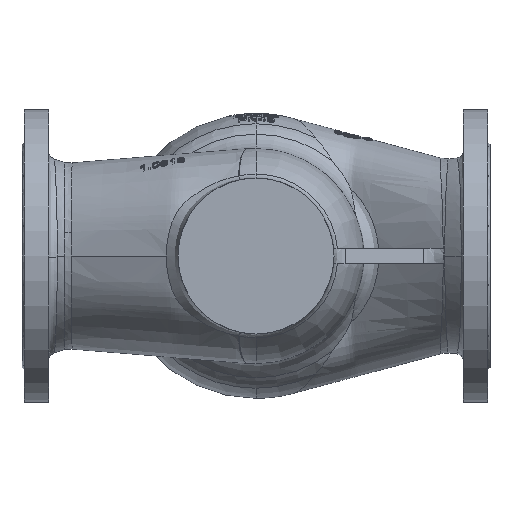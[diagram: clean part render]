
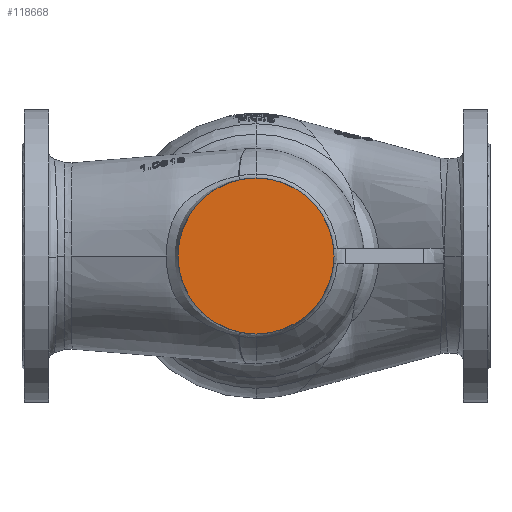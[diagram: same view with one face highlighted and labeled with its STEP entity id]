
A CAD part, front view. The second image highlights one B-rep face of the part: STEP entity #118668.
In plain terms, the highlighted planar face has unit normal (0, -1, 0).
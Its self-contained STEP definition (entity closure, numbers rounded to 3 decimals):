
#421 = ORIENTED_EDGE ( 'NONE', *, *, #265072, .F. ) ;
#15129 = DIRECTION ( 'NONE',  ( 0., 1., 0. ) ) ;
#27132 = VERTEX_POINT ( 'NONE', #171793 ) ;
#28176 = CARTESIAN_POINT ( 'NONE',  ( 0., -225., -100. ) ) ;
#30683 = PLANE ( 'NONE',  #212749 ) ;
#63960 = ORIENTED_EDGE ( 'NONE', *, *, #168588, .F. ) ;
#92600 = CARTESIAN_POINT ( 'NONE',  ( 0., -225., 0. ) ) ;
#99172 = VERTEX_POINT ( 'NONE', #28176 ) ;
#113249 = DIRECTION ( 'NONE',  ( 0., 0., 1. ) ) ;
#114628 = CARTESIAN_POINT ( 'NONE',  ( 0., -225., 0. ) ) ;
#118668 = ADVANCED_FACE ( 'NONE', ( #159653 ), #30683, .F. ) ;
#135210 = DIRECTION ( 'NONE',  ( 0., 0., 1. ) ) ;
#137988 = CARTESIAN_POINT ( 'NONE',  ( 0., -225., 0. ) ) ;
#138715 = CIRCLE ( 'NONE', #210398, 100. ) ;
#158613 = DIRECTION ( 'NONE',  ( 0., 0., 1. ) ) ;
#159653 = FACE_OUTER_BOUND ( 'NONE', #161729, .T. ) ;
#161729 = EDGE_LOOP ( 'NONE', ( #421, #63960 ) ) ;
#168588 = EDGE_CURVE ( 'NONE', #27132, #99172, #138715, .T. ) ;
#171793 = CARTESIAN_POINT ( 'NONE',  ( 0., -225., 100. ) ) ;
#210398 = AXIS2_PLACEMENT_3D ( 'NONE', #114628, #257995, #135210 ) ;
#212749 = AXIS2_PLACEMENT_3D ( 'NONE', #92600, #236015, #113249 ) ;
#213417 = AXIS2_PLACEMENT_3D ( 'NONE', #137988, #15129, #158613 ) ;
#236015 = DIRECTION ( 'NONE',  ( 0., 1., 0. ) ) ;
#245337 = CIRCLE ( 'NONE', #213417, 100. ) ;
#257995 = DIRECTION ( 'NONE',  ( 0., 1., 0. ) ) ;
#265072 = EDGE_CURVE ( 'NONE', #99172, #27132, #245337, .T. ) ;
